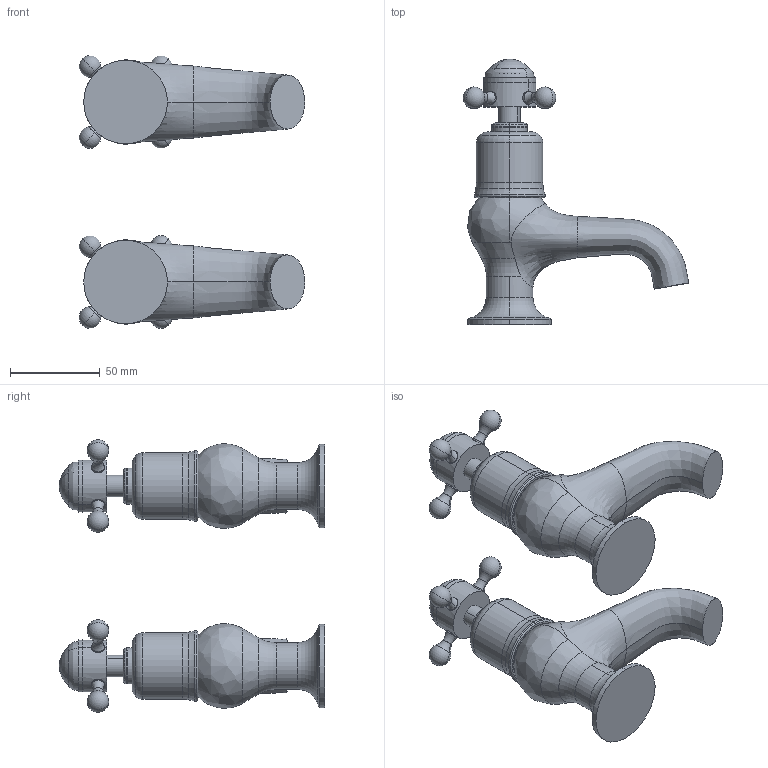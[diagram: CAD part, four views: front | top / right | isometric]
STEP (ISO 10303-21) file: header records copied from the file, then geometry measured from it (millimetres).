
FILE_DESCRIPTION((''),'2;1');
FILE_NAME('76015_ASM','2018-08-07T',('MQ'),(''),'PRO/ENGINEER BY PARAMETRIC TECHNOLOGY CORPORATION, 2012130','PRO/ENGINEER BY PARAMETRIC TECHNOLOGY CORPORATION, 2012130','');
FILE_SCHEMA(('CONFIG_CONTROL_DESIGN'));
Length unit declared in the file: millimetre
Products named in the file (12): MANIFOLD_SOLID_BREP_403; MANIFOLD_SOLID_BREP_404; MANIFOLD_SOLID_BREP_405; MANIFOLD_SOLID_BREP_406; MANIFOLD_SOLID_BREP_407; MANIFOLD_SOLID_BREP_408; MANIFOLD_SOLID_BREP_409; MANIFOLD_SOLID_BREP_410; MANIFOLD_SOLID_BREP_411; MANIFOLD_SOLID_BREP_412; ADMI2EE448QR_ASM; 76015_ASM
Assembly tree (11 placements, depth 3):
  76015_ASM
    ADMI2EE448QR_ASM
      MANIFOLD_SOLID_BREP_403
      MANIFOLD_SOLID_BREP_404
      MANIFOLD_SOLID_BREP_405
      MANIFOLD_SOLID_BREP_406
      MANIFOLD_SOLID_BREP_407
      MANIFOLD_SOLID_BREP_408
      MANIFOLD_SOLID_BREP_409
      MANIFOLD_SOLID_BREP_410
      MANIFOLD_SOLID_BREP_411
      MANIFOLD_SOLID_BREP_412
Bounding box: 125.36 x 147.5 x 151.53 mm (x, y, z)
Volume: 322654.8 mm3; surface area: 77552.3 mm2
Topology: 10 solids, 10 shells, 236 faces, 500 edges, 284 vertices
Faces by surface type: cylinder 76, torus 70, plane 36, sphere 20, cone 18, bspline 16
Entity records: 14020 total; most frequent: CARTESIAN_POINT 8647, DIRECTION 1274, ORIENTED_EDGE 960, AXIS2_PLACEMENT_3D 589, EDGE_CURVE 480, CIRCLE 336, VERTEX_POINT 284, EDGE_LOOP 260
